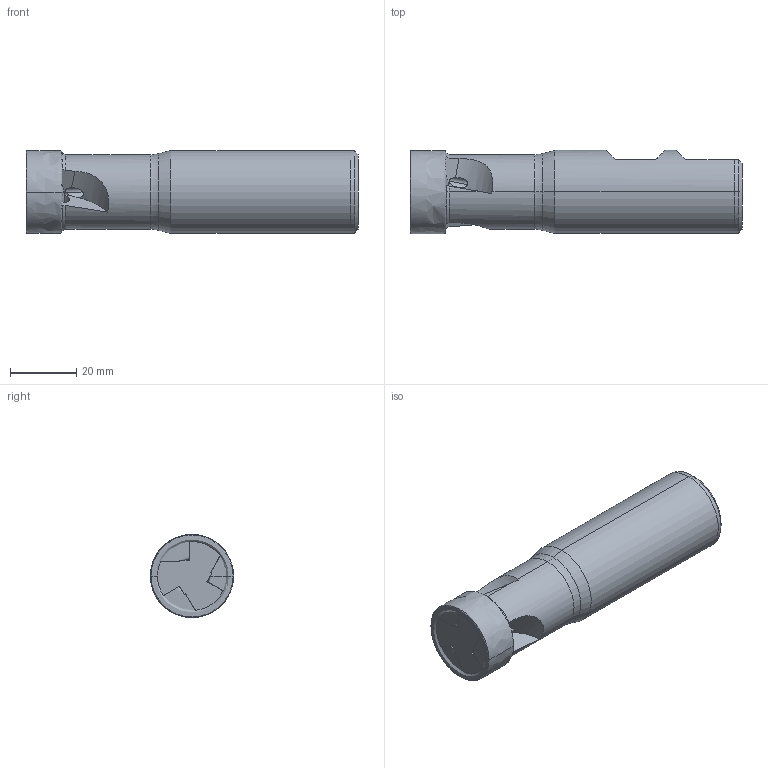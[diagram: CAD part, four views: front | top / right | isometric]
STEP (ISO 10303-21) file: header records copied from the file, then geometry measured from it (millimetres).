
FILE_DESCRIPTION (( 'STEP AP214' ), '1' );
FILE_NAME ('90PP-25-10-3.STEP', '2013-02-28T13:43:33', ( '' ), ( '' ), 'SwSTEP 2.0', 'SolidWorks 2013', '' );
FILE_SCHEMA (( 'AUTOMOTIVE_DESIGN' ));
Length unit declared in the file: millimetre
Products named in the file (1): 90PP-25-10-3
Bounding box: 100.01 x 25.03 x 25 mm (x, y, z)
Volume: 41431.1 mm3; surface area: 10649.9 mm2
Topology: 1 solids, 2 shells, 106 faces, 308 edges, 198 vertices
Faces by surface type: plane 41, cylinder 31, cone 23, bspline 9, torus 2
Entity records: 5683 total; most frequent: CARTESIAN_POINT 3015, ORIENTED_EDGE 616, DIRECTION 440, EDGE_CURVE 308, VERTEX_POINT 198, AXIS2_PLACEMENT_3D 171, B_SPLINE_CURVE_WITH_KNOTS 108, EDGE_LOOP 108
